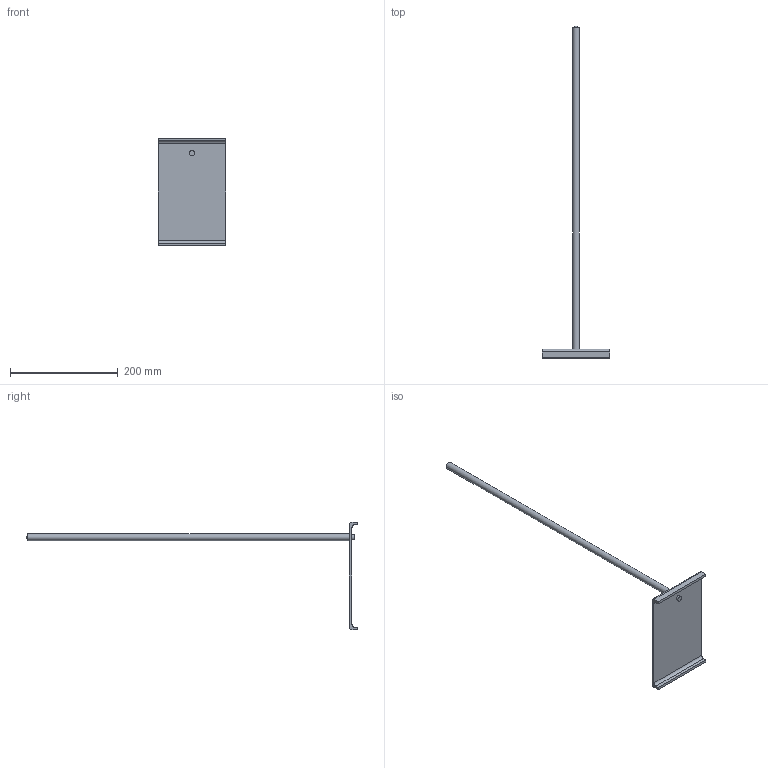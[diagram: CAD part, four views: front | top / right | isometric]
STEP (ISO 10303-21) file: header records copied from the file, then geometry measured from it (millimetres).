
FILE_DESCRIPTION(/* description */ (''),/* implementation_level */ '2;1');
FILE_NAME(/* name */ 'Retort Stand.stp',/* time_stamp */ '2015-04-27T07:55:52+01:00',/* author */ ('Ollienor'),/* organization */ (''),/* preprocessor_version */ 'ST-DEVELOPER v15.6',/* originating_system */ 'Autodesk Inventor 2015',/* authorisation */ '');
FILE_SCHEMA (('AUTOMOTIVE_DESIGN { 1 0 10303 214 3 1 1 }'));
Length unit declared in the file: millimetre
Products named in the file (3): StandBase; StandPole; Stand
Bounding box: 125.5 x 616 x 200 mm (x, y, z)
Volume: 216165.8 mm3; surface area: 82637.1 mm2
Topology: 2 solids, 2 shells, 21 faces, 48 edges, 32 vertices
Faces by surface type: plane 13, cylinder 7, cone 1
Full cylindrical faces by diameter (mm): 8.376 x1, 10 x1, 12.75 x1
Entity records: 644 total; most frequent: DIRECTION 110, CARTESIAN_POINT 100, ORIENTED_EDGE 86, EDGE_CURVE 43, AXIS2_PLACEMENT_3D 41, VERTEX_POINT 31, LINE 28, VECTOR 28
